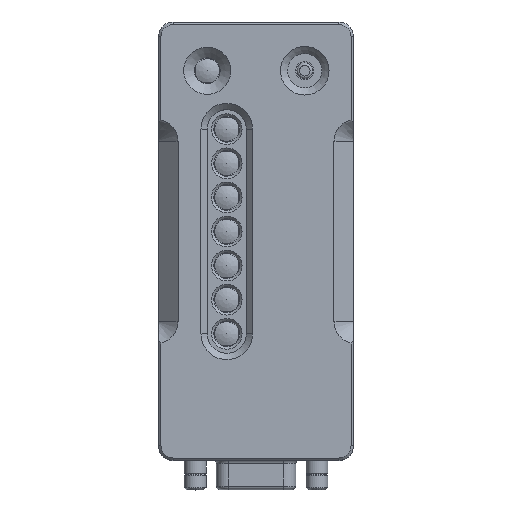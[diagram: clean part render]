
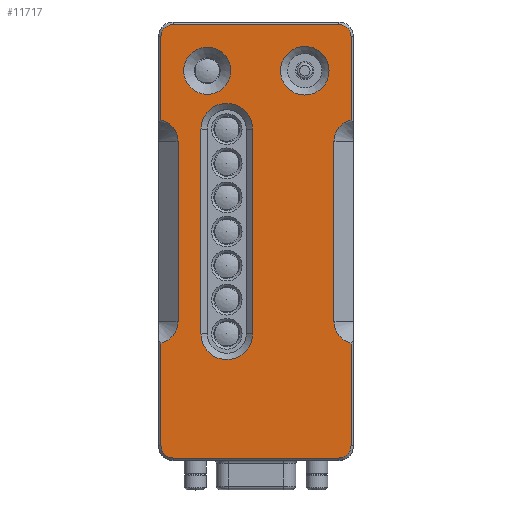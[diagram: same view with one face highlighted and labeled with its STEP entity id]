
A CAD part, top view. The second image highlights one B-rep face of the part: STEP entity #11717.
In plain terms, the highlighted planar face has unit normal (0, 0, 1).
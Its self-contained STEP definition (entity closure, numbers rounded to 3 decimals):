
#9506=FACE_BOUND('',#17964,.T.);
#9507=FACE_BOUND('',#17965,.T.);
#9508=FACE_BOUND('',#17966,.T.);
#9509=FACE_BOUND('',#17967,.T.);
#11717=ADVANCED_FACE('',(#9506,#9507,#9508,#9509),#13514,.F.);
#13514=PLANE('',#59467);
#17964=EDGE_LOOP('',(#29524,#29525,#29526,#29527));
#17965=EDGE_LOOP('',(#29528));
#17966=EDGE_LOOP('',(#29529));
#17967=EDGE_LOOP('',(#29530,#29531,#29532,#29533,#29534,#29535,#29536,#29537,
#29538,#29539,#29540,#29541,#29542,#29543,#29544,#29545));
#29524=ORIENTED_EDGE('',*,*,#42574,.T.);
#29525=ORIENTED_EDGE('',*,*,#42575,.T.);
#29526=ORIENTED_EDGE('',*,*,#42576,.T.);
#29527=ORIENTED_EDGE('',*,*,#42577,.T.);
#29528=ORIENTED_EDGE('',*,*,#42578,.T.);
#29529=ORIENTED_EDGE('',*,*,#42579,.T.);
#29530=ORIENTED_EDGE('',*,*,#42580,.T.);
#29531=ORIENTED_EDGE('',*,*,#42581,.T.);
#29532=ORIENTED_EDGE('',*,*,#42582,.T.);
#29533=ORIENTED_EDGE('',*,*,#42583,.T.);
#29534=ORIENTED_EDGE('',*,*,#42584,.T.);
#29535=ORIENTED_EDGE('',*,*,#42585,.T.);
#29536=ORIENTED_EDGE('',*,*,#42586,.F.);
#29537=ORIENTED_EDGE('',*,*,#42587,.T.);
#29538=ORIENTED_EDGE('',*,*,#42588,.T.);
#29539=ORIENTED_EDGE('',*,*,#42589,.T.);
#29540=ORIENTED_EDGE('',*,*,#42590,.T.);
#29541=ORIENTED_EDGE('',*,*,#42591,.T.);
#29542=ORIENTED_EDGE('',*,*,#42592,.T.);
#29543=ORIENTED_EDGE('',*,*,#42593,.T.);
#29544=ORIENTED_EDGE('',*,*,#42594,.F.);
#29545=ORIENTED_EDGE('',*,*,#42595,.T.);
#36221=VERTEX_POINT('',#111951);
#36222=VERTEX_POINT('',#111952);
#36223=VERTEX_POINT('',#111954);
#36224=VERTEX_POINT('',#111956);
#36225=VERTEX_POINT('',#111959);
#36226=VERTEX_POINT('',#111961);
#36227=VERTEX_POINT('',#111963);
#36228=VERTEX_POINT('',#111964);
#36229=VERTEX_POINT('',#111966);
#36230=VERTEX_POINT('',#111968);
#36231=VERTEX_POINT('',#111970);
#36232=VERTEX_POINT('',#111972);
#36233=VERTEX_POINT('',#111974);
#36234=VERTEX_POINT('',#111976);
#36235=VERTEX_POINT('',#111978);
#36236=VERTEX_POINT('',#111980);
#36237=VERTEX_POINT('',#111982);
#36238=VERTEX_POINT('',#111984);
#36239=VERTEX_POINT('',#111986);
#36240=VERTEX_POINT('',#111988);
#36241=VERTEX_POINT('',#111990);
#36242=VERTEX_POINT('',#111992);
#42574=EDGE_CURVE('',#36221,#36222,#51194,.T.);
#42575=EDGE_CURVE('',#36222,#36223,#45420,.T.);
#42576=EDGE_CURVE('',#36223,#36224,#51195,.T.);
#42577=EDGE_CURVE('',#36224,#36221,#45421,.T.);
#42578=EDGE_CURVE('',#36225,#36225,#45422,.T.);
#42579=EDGE_CURVE('',#36226,#36226,#45423,.T.);
#42580=EDGE_CURVE('',#36227,#36228,#45424,.T.);
#42581=EDGE_CURVE('',#36228,#36229,#51196,.T.);
#42582=EDGE_CURVE('',#36229,#36230,#45425,.T.);
#42583=EDGE_CURVE('',#36230,#36231,#51197,.T.);
#42584=EDGE_CURVE('',#36231,#36232,#45426,.T.);
#42585=EDGE_CURVE('',#36232,#36233,#51198,.T.);
#42586=EDGE_CURVE('',#36234,#36233,#45427,.T.);
#42587=EDGE_CURVE('',#36234,#36235,#51199,.T.);
#42588=EDGE_CURVE('',#36235,#36236,#45428,.T.);
#42589=EDGE_CURVE('',#36236,#36237,#51200,.T.);
#42590=EDGE_CURVE('',#36237,#36238,#45429,.T.);
#42591=EDGE_CURVE('',#36238,#36239,#51201,.T.);
#42592=EDGE_CURVE('',#36239,#36240,#45430,.T.);
#42593=EDGE_CURVE('',#36240,#36241,#51202,.T.);
#42594=EDGE_CURVE('',#36242,#36241,#45431,.T.);
#42595=EDGE_CURVE('',#36242,#36227,#51203,.T.);
#45420=CIRCLE('',#59455,5.3);
#45421=CIRCLE('',#59456,5.3);
#45422=CIRCLE('',#59457,4.85);
#45423=CIRCLE('',#59458,5.);
#45424=CIRCLE('',#59459,4.5);
#45425=CIRCLE('',#59460,2.5);
#45426=CIRCLE('',#59461,2.5);
#45427=CIRCLE('',#59462,4.5);
#45428=CIRCLE('',#59463,4.5);
#45429=CIRCLE('',#59464,2.5);
#45430=CIRCLE('',#59465,2.5);
#45431=CIRCLE('',#59466,4.5);
#51194=LINE('',#111950,#55516);
#51195=LINE('',#111955,#55517);
#51196=LINE('',#111965,#55518);
#51197=LINE('',#111969,#55519);
#51198=LINE('',#111973,#55520);
#51199=LINE('',#111977,#55521);
#51200=LINE('',#111981,#55522);
#51201=LINE('',#111985,#55523);
#51202=LINE('',#111989,#55524);
#51203=LINE('',#111993,#55525);
#55516=VECTOR('',#70754,1.);
#55517=VECTOR('',#70757,1.);
#55518=VECTOR('',#70766,1.);
#55519=VECTOR('',#70769,1.);
#55520=VECTOR('',#70772,1.);
#55521=VECTOR('',#70775,1.);
#55522=VECTOR('',#70778,1.);
#55523=VECTOR('',#70781,1.);
#55524=VECTOR('',#70784,1.);
#55525=VECTOR('',#70787,1.);
#59455=AXIS2_PLACEMENT_3D('',#111953,#70755,#70756);
#59456=AXIS2_PLACEMENT_3D('',#111957,#70758,#70759);
#59457=AXIS2_PLACEMENT_3D('',#111958,#70760,#70761);
#59458=AXIS2_PLACEMENT_3D('',#111960,#70762,#70763);
#59459=AXIS2_PLACEMENT_3D('',#111962,#70764,#70765);
#59460=AXIS2_PLACEMENT_3D('',#111967,#70767,#70768);
#59461=AXIS2_PLACEMENT_3D('',#111971,#70770,#70771);
#59462=AXIS2_PLACEMENT_3D('',#111975,#70773,#70774);
#59463=AXIS2_PLACEMENT_3D('',#111979,#70776,#70777);
#59464=AXIS2_PLACEMENT_3D('',#111983,#70779,#70780);
#59465=AXIS2_PLACEMENT_3D('',#111987,#70782,#70783);
#59466=AXIS2_PLACEMENT_3D('',#111991,#70785,#70786);
#59467=AXIS2_PLACEMENT_3D('',#111994,#70788,#70789);
#70754=DIRECTION('',(0.,1.,0.));
#70755=DIRECTION('',(0.,0.,-1.));
#70756=DIRECTION('',(-1.,0.,0.));
#70757=DIRECTION('',(0.,-1.,0.));
#70758=DIRECTION('',(0.,0.,-1.));
#70759=DIRECTION('',(-1.,0.,0.));
#70760=DIRECTION('',(0.,0.,-1.));
#70761=DIRECTION('',(-1.,0.,0.));
#70762=DIRECTION('',(0.,0.,-1.));
#70763=DIRECTION('',(-1.,0.,0.));
#70764=DIRECTION('',(0.,0.,-1.));
#70765=DIRECTION('',(1.,0.,0.));
#70766=DIRECTION('',(0.,1.,0.));
#70767=DIRECTION('',(0.,0.,1.));
#70768=DIRECTION('',(-1.,0.,0.));
#70769=DIRECTION('',(-1.,0.,0.));
#70770=DIRECTION('',(0.,0.,1.));
#70771=DIRECTION('',(-1.,0.,0.));
#70772=DIRECTION('',(0.,-1.,0.));
#70773=DIRECTION('',(0.,0.,1.));
#70774=DIRECTION('',(-1.,0.,0.));
#70775=DIRECTION('',(0.,-1.,0.));
#70776=DIRECTION('',(0.,0.,-1.));
#70777=DIRECTION('',(-1.,0.,0.));
#70778=DIRECTION('',(0.,-1.,0.));
#70779=DIRECTION('',(0.,0.,1.));
#70780=DIRECTION('',(-1.,0.,0.));
#70781=DIRECTION('',(1.,0.,0.));
#70782=DIRECTION('',(0.,0.,1.));
#70783=DIRECTION('',(-1.,0.,0.));
#70784=DIRECTION('',(0.,1.,0.));
#70785=DIRECTION('',(0.,0.,1.));
#70786=DIRECTION('',(1.,0.,0.));
#70787=DIRECTION('',(0.,1.,0.));
#70788=DIRECTION('',(0.,0.,-1.));
#70789=DIRECTION('',(-1.,0.,0.));
#111950=CARTESIAN_POINT('',(-11.3,0.,20.07));
#111951=CARTESIAN_POINT('',(-11.3,-19.,20.07));
#111952=CARTESIAN_POINT('',(-11.3,23.,20.07));
#111953=CARTESIAN_POINT('',(-6.,23.,20.07));
#111954=CARTESIAN_POINT('',(-0.7,23.,20.07));
#111955=CARTESIAN_POINT('',(-0.7,0.,20.07));
#111956=CARTESIAN_POINT('',(-0.7,-19.,20.07));
#111957=CARTESIAN_POINT('',(-6.,-19.,20.07));
#111958=CARTESIAN_POINT('',(-10.,35.,20.07));
#111959=CARTESIAN_POINT('',(-14.85,35.,20.07));
#111960=CARTESIAN_POINT('',(10.,35.,20.07));
#111961=CARTESIAN_POINT('',(5.,35.,20.07));
#111962=CARTESIAN_POINT('',(20.5,20.5,20.07));
#111963=CARTESIAN_POINT('',(16.,20.5,20.07));
#111964=CARTESIAN_POINT('',(19.5,24.887,20.07));
#111965=CARTESIAN_POINT('',(19.5,42.,20.07));
#111966=CARTESIAN_POINT('',(19.5,42.,20.07));
#111967=CARTESIAN_POINT('',(17.,42.,20.07));
#111968=CARTESIAN_POINT('',(17.,44.5,20.07));
#111969=CARTESIAN_POINT('',(-17.,44.5,20.07));
#111970=CARTESIAN_POINT('',(-17.,44.5,20.07));
#111971=CARTESIAN_POINT('',(-17.,42.,20.07));
#111972=CARTESIAN_POINT('',(-19.5,42.,20.07));
#111973=CARTESIAN_POINT('',(-19.5,24.972,20.07));
#111974=CARTESIAN_POINT('',(-19.5,24.887,20.07));
#111975=CARTESIAN_POINT('',(-20.5,20.5,20.07));
#111976=CARTESIAN_POINT('',(-16.,20.5,20.07));
#111977=CARTESIAN_POINT('',(-16.,-12.028,20.07));
#111978=CARTESIAN_POINT('',(-16.,-16.5,20.07));
#111979=CARTESIAN_POINT('',(-20.5,-16.5,20.07));
#111980=CARTESIAN_POINT('',(-19.5,-20.887,20.07));
#111981=CARTESIAN_POINT('',(-19.5,-42.,20.07));
#111982=CARTESIAN_POINT('',(-19.5,-42.,20.07));
#111983=CARTESIAN_POINT('',(-17.,-42.,20.07));
#111984=CARTESIAN_POINT('',(-17.,-44.5,20.07));
#111985=CARTESIAN_POINT('',(17.,-44.5,20.07));
#111986=CARTESIAN_POINT('',(17.,-44.5,20.07));
#111987=CARTESIAN_POINT('',(17.,-42.,20.07));
#111988=CARTESIAN_POINT('',(19.5,-42.,20.07));
#111989=CARTESIAN_POINT('',(19.5,-20.972,20.07));
#111990=CARTESIAN_POINT('',(19.5,-20.887,20.07));
#111991=CARTESIAN_POINT('',(20.5,-16.5,20.07));
#111992=CARTESIAN_POINT('',(16.,-16.5,20.07));
#111993=CARTESIAN_POINT('',(16.,16.028,20.07));
#111994=CARTESIAN_POINT('',(0.,0.,20.07));
